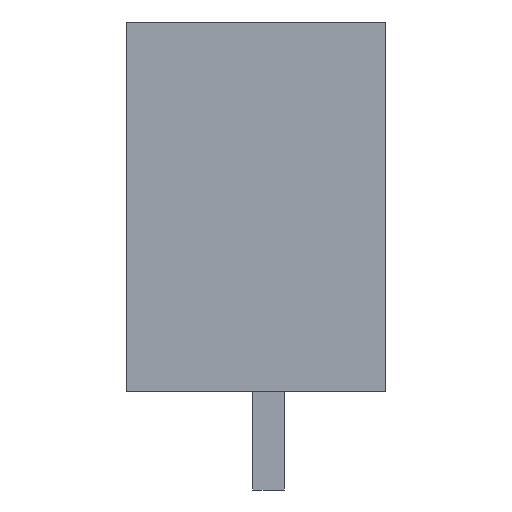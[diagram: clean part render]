
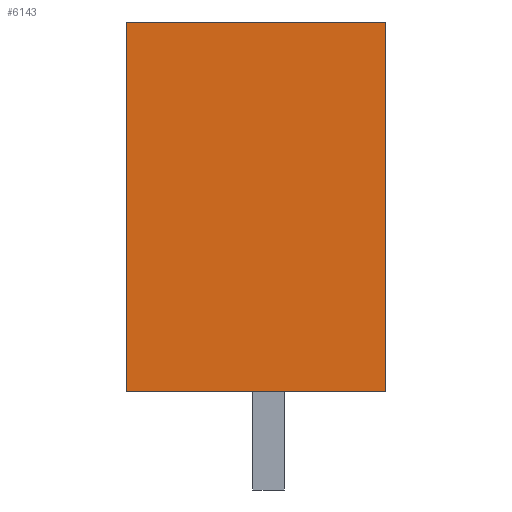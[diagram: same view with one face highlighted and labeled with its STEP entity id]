
A CAD part, left-side view. The second image highlights one B-rep face of the part: STEP entity #6143.
In plain terms, the highlighted planar face has unit normal (-1, 0, 0).
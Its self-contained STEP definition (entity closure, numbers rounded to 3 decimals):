
#6123=AXIS2_PLACEMENT_3D('Plane Axis2P3D',#6120,#6121,#6122) ;
#1568=CARTESIAN_POINT('Vertex',(0.,0.,3.2)) ;
#1571=CARTESIAN_POINT('Line Origine',(0.,4.215,3.2)) ;
#1575=CARTESIAN_POINT('Vertex',(0.,8.43,3.2)) ;
#5953=CARTESIAN_POINT('Line Origine',(0.,0.,9.2)) ;
#5957=CARTESIAN_POINT('Vertex',(0.,0.,15.2)) ;
#6120=CARTESIAN_POINT('Axis2P3D Location',(0.,8.43,15.2)) ;
#6125=CARTESIAN_POINT('Line Origine',(0.,4.215,15.2)) ;
#6129=CARTESIAN_POINT('Vertex',(0.,8.43,15.2)) ;
#6132=CARTESIAN_POINT('Line Origine',(0.,8.43,9.2)) ;
#1572=DIRECTION('Vector Direction',(0.,-1.,0.)) ;
#5954=DIRECTION('Vector Direction',(0.,0.,-1.)) ;
#6121=DIRECTION('Axis2P3D Direction',(-1.,0.,0.)) ;
#6122=DIRECTION('Axis2P3D XDirection',(0.,0.,1.)) ;
#6126=DIRECTION('Vector Direction',(0.,-1.,0.)) ;
#6133=DIRECTION('Vector Direction',(0.,0.,-1.)) ;
#1573=VECTOR('Line Direction',#1572,1.) ;
#5955=VECTOR('Line Direction',#5954,1.) ;
#6127=VECTOR('Line Direction',#6126,1.) ;
#6134=VECTOR('Line Direction',#6133,1.) ;
#6138=ORIENTED_EDGE('',*,*,#6131,.F.) ;
#6139=ORIENTED_EDGE('',*,*,#6136,.T.) ;
#6140=ORIENTED_EDGE('',*,*,#1577,.T.) ;
#6141=ORIENTED_EDGE('',*,*,#5959,.F.) ;
#6143=ADVANCED_FACE('HOUSING',(#6142),#6124,.T.) ;
#1577=EDGE_CURVE('',#1576,#1569,#1574,.T.) ;
#5959=EDGE_CURVE('',#5958,#1569,#5956,.T.) ;
#6131=EDGE_CURVE('',#6130,#5958,#6128,.T.) ;
#6136=EDGE_CURVE('',#6130,#1576,#6135,.T.) ;
#6137=EDGE_LOOP('',(#6138,#6139,#6140,#6141)) ;
#6142=FACE_OUTER_BOUND('',#6137,.T.) ;
#1574=LINE('Line',#1571,#1573) ;
#5956=LINE('Line',#5953,#5955) ;
#6128=LINE('Line',#6125,#6127) ;
#6135=LINE('Line',#6132,#6134) ;
#6124=PLANE('',#6123) ;
#1569=VERTEX_POINT('',#1568) ;
#1576=VERTEX_POINT('',#1575) ;
#5958=VERTEX_POINT('',#5957) ;
#6130=VERTEX_POINT('',#6129) ;
